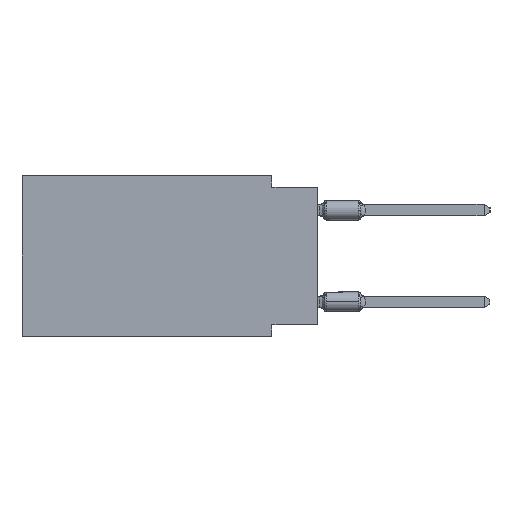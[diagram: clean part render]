
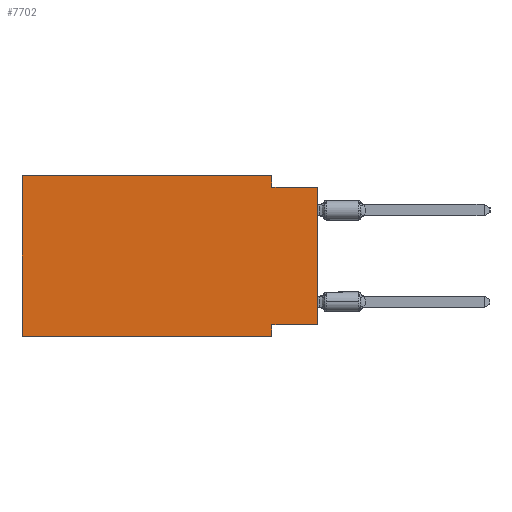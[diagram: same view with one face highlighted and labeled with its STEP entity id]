
A CAD part, left-side view. The second image highlights one B-rep face of the part: STEP entity #7702.
In plain terms, the highlighted planar face has unit normal (-1, 0, 0).
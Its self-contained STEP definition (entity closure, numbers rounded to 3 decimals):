
#201 = DIRECTION ( 'NONE',  ( 1., 0., 0. ) ) ;
#218 = VECTOR ( 'NONE', #7965, 1000. ) ;
#610 = CARTESIAN_POINT ( 'NONE',  ( 0., 2.54, 0. ) ) ;
#615 = VECTOR ( 'NONE', #6132, 1000. ) ;
#1126 = VECTOR ( 'NONE', #14322, 1000. ) ;
#1319 = CARTESIAN_POINT ( 'NONE',  ( 0., 0., -0.635 ) ) ;
#1631 = EDGE_CURVE ( 'NONE', #24154, #22099, #12972, .T. ) ;
#2845 = VECTOR ( 'NONE', #8809, 1000. ) ;
#3178 = VECTOR ( 'NONE', #20265, 1000. ) ;
#4411 = VERTEX_POINT ( 'NONE', #20025 ) ;
#4635 = ORIENTED_EDGE ( 'NONE', *, *, #28669, .F. ) ;
#6132 = DIRECTION ( 'NONE',  ( 0., 0., -1. ) ) ;
#7252 = CARTESIAN_POINT ( 'NONE',  ( 0., 16.383, 0. ) ) ;
#7702 = ADVANCED_FACE ( 'NONE', ( #9756 ), #26843, .F. ) ;
#7965 = DIRECTION ( 'NONE',  ( 0., -1., 0. ) ) ;
#8041 = CARTESIAN_POINT ( 'NONE',  ( 0., 2.54, 0. ) ) ;
#8406 = CARTESIAN_POINT ( 'NONE',  ( 0., 0., -8.255 ) ) ;
#8809 = DIRECTION ( 'NONE',  ( 0., 1., 0. ) ) ;
#8872 = CARTESIAN_POINT ( 'NONE',  ( 0., 2.54, -8.89 ) ) ;
#9259 = CARTESIAN_POINT ( 'NONE',  ( 0., 0., -8.255 ) ) ;
#9598 = VERTEX_POINT ( 'NONE', #20612 ) ;
#9613 = CARTESIAN_POINT ( 'NONE',  ( 0., 16.383, -8.89 ) ) ;
#9756 = FACE_OUTER_BOUND ( 'NONE', #11489, .T. ) ;
#9896 = DIRECTION ( 'NONE',  ( 0., 0., -1. ) ) ;
#10384 = DIRECTION ( 'NONE',  ( 0., 0., 1. ) ) ;
#10916 = VERTEX_POINT ( 'NONE', #8872 ) ;
#10945 = LINE ( 'NONE', #20021, #218 ) ;
#11385 = EDGE_CURVE ( 'NONE', #9598, #22099, #27494, .T. ) ;
#11489 = EDGE_LOOP ( 'NONE', ( #24604, #22327, #25373, #28104, #25709, #21107, #17927, #4635 ) ) ;
#12972 = LINE ( 'NONE', #18140, #20077 ) ;
#13640 = CARTESIAN_POINT ( 'NONE',  ( 0., 2.54, -8.89 ) ) ;
#14322 = DIRECTION ( 'NONE',  ( 0., -1., 0. ) ) ;
#14423 = EDGE_CURVE ( 'NONE', #25316, #15630, #10945, .T. ) ;
#14775 = VECTOR ( 'NONE', #17601, 1000. ) ;
#15403 = EDGE_CURVE ( 'NONE', #15630, #9598, #19944, .T. ) ;
#15473 = DIRECTION ( 'NONE',  ( 0., 0., 1. ) ) ;
#15525 = AXIS2_PLACEMENT_3D ( 'NONE', #7252, #201, #9896 ) ;
#15630 = VERTEX_POINT ( 'NONE', #610 ) ;
#15897 = VERTEX_POINT ( 'NONE', #28366 ) ;
#17601 = DIRECTION ( 'NONE',  ( 0., 0., -1. ) ) ;
#17927 = ORIENTED_EDGE ( 'NONE', *, *, #22100, .F. ) ;
#18140 = CARTESIAN_POINT ( 'NONE',  ( 0., 0., 0. ) ) ;
#18906 = CARTESIAN_POINT ( 'NONE',  ( 0., 16.383, 0. ) ) ;
#19003 = LINE ( 'NONE', #9613, #1126 ) ;
#19380 = VECTOR ( 'NONE', #10384, 1000. ) ;
#19944 = LINE ( 'NONE', #8041, #14775 ) ;
#20021 = CARTESIAN_POINT ( 'NONE',  ( 0., 16.383, 0. ) ) ;
#20025 = CARTESIAN_POINT ( 'NONE',  ( 0., 2.54, -8.255 ) ) ;
#20077 = VECTOR ( 'NONE', #15473, 1000. ) ;
#20224 = LINE ( 'NONE', #13640, #615 ) ;
#20265 = DIRECTION ( 'NONE',  ( 0., -1., 0. ) ) ;
#20612 = CARTESIAN_POINT ( 'NONE',  ( 0., 2.54, -0.635 ) ) ;
#20859 = CARTESIAN_POINT ( 'NONE',  ( 0., 0., -0.635 ) ) ;
#20867 = LINE ( 'NONE', #9259, #2845 ) ;
#21107 = ORIENTED_EDGE ( 'NONE', *, *, #25488, .T. ) ;
#21420 = LINE ( 'NONE', #18906, #19380 ) ;
#22099 = VERTEX_POINT ( 'NONE', #20859 ) ;
#22100 = EDGE_CURVE ( 'NONE', #4411, #10916, #20224, .T. ) ;
#22327 = ORIENTED_EDGE ( 'NONE', *, *, #11385, .F. ) ;
#24154 = VERTEX_POINT ( 'NONE', #8406 ) ;
#24604 = ORIENTED_EDGE ( 'NONE', *, *, #1631, .T. ) ;
#25316 = VERTEX_POINT ( 'NONE', #30356 ) ;
#25373 = ORIENTED_EDGE ( 'NONE', *, *, #15403, .F. ) ;
#25488 = EDGE_CURVE ( 'NONE', #15897, #10916, #19003, .T. ) ;
#25709 = ORIENTED_EDGE ( 'NONE', *, *, #29633, .F. ) ;
#26843 = PLANE ( 'NONE',  #15525 ) ;
#27494 = LINE ( 'NONE', #1319, #3178 ) ;
#28104 = ORIENTED_EDGE ( 'NONE', *, *, #14423, .F. ) ;
#28366 = CARTESIAN_POINT ( 'NONE',  ( 0., 16.383, -8.89 ) ) ;
#28669 = EDGE_CURVE ( 'NONE', #24154, #4411, #20867, .T. ) ;
#29633 = EDGE_CURVE ( 'NONE', #15897, #25316, #21420, .T. ) ;
#30356 = CARTESIAN_POINT ( 'NONE',  ( 0., 16.383, 0. ) ) ;
